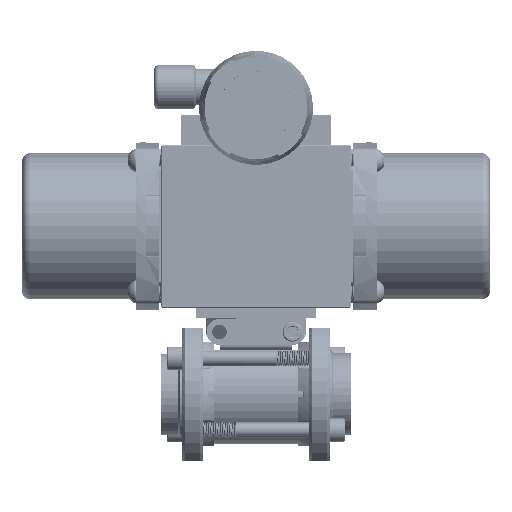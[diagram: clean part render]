
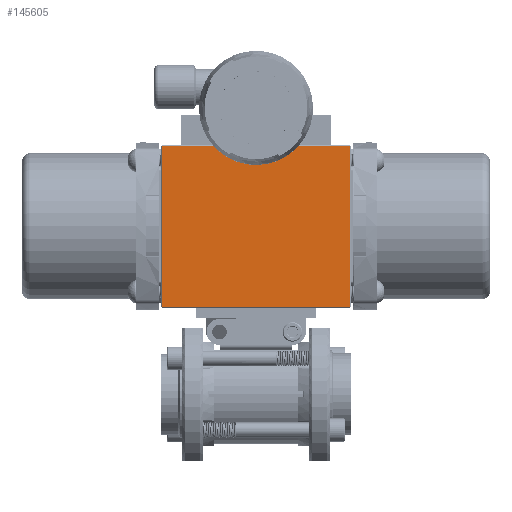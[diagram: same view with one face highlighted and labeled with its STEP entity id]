
A CAD part, top view. The second image highlights one B-rep face of the part: STEP entity #145605.
In plain terms, the highlighted planar face has unit normal (0, 0, 1).
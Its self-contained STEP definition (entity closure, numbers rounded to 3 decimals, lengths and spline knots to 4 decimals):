
#147 = VECTOR ( 'NONE', #122621, 39.3701 ) ;
#19553 = DIRECTION ( 'NONE',  ( 1., 0., 0. ) ) ;
#23061 = CARTESIAN_POINT ( 'NONE',  ( 2.251, 5.954, 1.55 ) ) ;
#27607 = LINE ( 'NONE', #118414, #139206 ) ;
#34357 = EDGE_CURVE ( 'NONE', #149681, #183572, #27607, .T. ) ;
#34795 = LINE ( 'NONE', #39774, #98560 ) ;
#37108 = ORIENTED_EDGE ( 'NONE', *, *, #181892, .T. ) ;
#38494 = ORIENTED_EDGE ( 'NONE', *, *, #97563, .T. ) ;
#38863 = LINE ( 'NONE', #121401, #147 ) ;
#39774 = CARTESIAN_POINT ( 'NONE',  ( -2.275, 5.954, 1.55 ) ) ;
#45791 = ORIENTED_EDGE ( 'NONE', *, *, #34357, .T. ) ;
#46116 = EDGE_CURVE ( 'NONE', #112390, #149681, #187433, .T. ) ;
#46146 = VECTOR ( 'NONE', #19553, 39.3701 ) ;
#53982 = DIRECTION ( 'NONE',  ( 0., -1., 0. ) ) ;
#67988 = PLANE ( 'NONE',  #133721 ) ;
#77094 = FACE_OUTER_BOUND ( 'NONE', #107650, .T. ) ;
#88028 = CARTESIAN_POINT ( 'NONE',  ( -2.255, 2.094, 1.55 ) ) ;
#90395 = ORIENTED_EDGE ( 'NONE', *, *, #46116, .T. ) ;
#96228 = CARTESIAN_POINT ( 'NONE',  ( -2.255, 5.954, 1.55 ) ) ;
#97307 = CARTESIAN_POINT ( 'NONE',  ( -2.275, 5.974, 1.55 ) ) ;
#97563 = EDGE_CURVE ( 'NONE', #105658, #112390, #38863, .T. ) ;
#98560 = VECTOR ( 'NONE', #126991, 39.3701 ) ;
#105658 = VERTEX_POINT ( 'NONE', #96228 ) ;
#107650 = EDGE_LOOP ( 'NONE', ( #45791, #37108, #38494, #90395 ) ) ;
#112390 = VERTEX_POINT ( 'NONE', #88028 ) ;
#114044 = CARTESIAN_POINT ( 'NONE',  ( 2.251, 2.094, 1.55 ) ) ;
#118414 = CARTESIAN_POINT ( 'NONE',  ( 2.251, 5.974, 1.55 ) ) ;
#121401 = CARTESIAN_POINT ( 'NONE',  ( -2.255, 2.074, 1.55 ) ) ;
#121403 = CARTESIAN_POINT ( 'NONE',  ( -2.275, 2.094, 1.55 ) ) ;
#122621 = DIRECTION ( 'NONE',  ( 0., -1., 0. ) ) ;
#126991 = DIRECTION ( 'NONE',  ( -1., 0., 0. ) ) ;
#133116 = DIRECTION ( 'NONE',  ( 0., 1., 0. ) ) ;
#133721 = AXIS2_PLACEMENT_3D ( 'NONE', #97307, #141202, #53982 ) ;
#139206 = VECTOR ( 'NONE', #133116, 39.3701 ) ;
#141202 = DIRECTION ( 'NONE',  ( 0., 0., -1. ) ) ;
#145605 = ADVANCED_FACE ( 'NONE', ( #77094 ), #67988, .F. ) ;
#149681 = VERTEX_POINT ( 'NONE', #114044 ) ;
#181892 = EDGE_CURVE ( 'NONE', #183572, #105658, #34795, .T. ) ;
#183572 = VERTEX_POINT ( 'NONE', #23061 ) ;
#187433 = LINE ( 'NONE', #121403, #46146 ) ;
